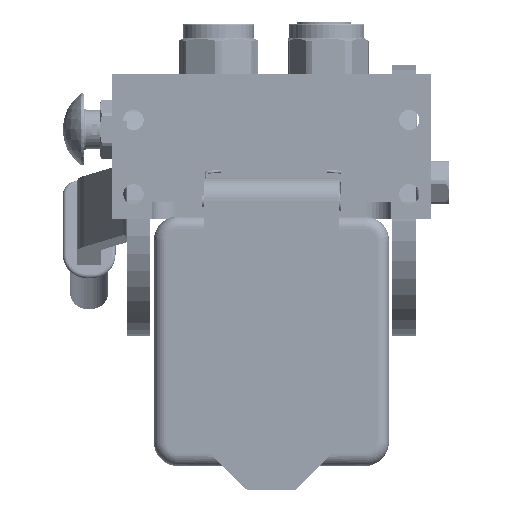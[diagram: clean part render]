
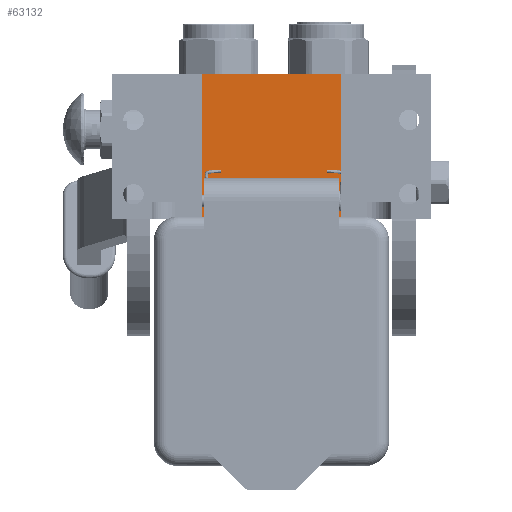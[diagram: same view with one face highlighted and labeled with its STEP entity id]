
A CAD part, left-side view. The second image highlights one B-rep face of the part: STEP entity #63132.
In plain terms, the highlighted face is planar.
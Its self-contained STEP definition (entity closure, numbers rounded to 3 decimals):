
#3280 = PLANE ( 'NONE',  #17640 ) ;
#5757 = DIRECTION ( 'NONE',  ( -1., 0., 0. ) ) ;
#7500 = VERTEX_POINT ( 'NONE', #122286 ) ;
#10972 = LINE ( 'NONE', #54548, #43001 ) ;
#14574 = VECTOR ( 'NONE', #56793, 1000. ) ;
#15221 = ORIENTED_EDGE ( 'NONE', *, *, #87243, .T. ) ;
#17073 = FACE_OUTER_BOUND ( 'NONE', #68322, .T. ) ;
#17640 = AXIS2_PLACEMENT_3D ( 'NONE', #82590, #83562, #5757 ) ;
#35022 = DIRECTION ( 'NONE',  ( -1., 0., 0. ) ) ;
#38236 = ORIENTED_EDGE ( 'NONE', *, *, #113843, .F. ) ;
#41470 = EDGE_CURVE ( 'NONE', #54156, #118080, #113760, .T. ) ;
#43001 = VECTOR ( 'NONE', #145203, 1000. ) ;
#43929 = VECTOR ( 'NONE', #73095, 1000. ) ;
#50795 = CARTESIAN_POINT ( 'NONE',  ( -29., 0., -107.5 ) ) ;
#54156 = VERTEX_POINT ( 'NONE', #114112 ) ;
#54548 = CARTESIAN_POINT ( 'NONE',  ( 29., 60.2, -107.5 ) ) ;
#56793 = DIRECTION ( 'NONE',  ( 0., 1., 0. ) ) ;
#59260 = VERTEX_POINT ( 'NONE', #117517 ) ;
#63132 = ADVANCED_FACE ( 'NONE', ( #17073 ), #3280, .T. ) ;
#64220 = VECTOR ( 'NONE', #35022, 1000. ) ;
#68322 = EDGE_LOOP ( 'NONE', ( #15221, #81514, #38236, #72313 ) ) ;
#68783 = CARTESIAN_POINT ( 'NONE',  ( 29., 0., -107.5 ) ) ;
#72313 = ORIENTED_EDGE ( 'NONE', *, *, #41470, .T. ) ;
#73095 = DIRECTION ( 'NONE',  ( 0., 1., 0. ) ) ;
#78571 = EDGE_CURVE ( 'NONE', #59260, #7500, #10972, .T. ) ;
#81514 = ORIENTED_EDGE ( 'NONE', *, *, #78571, .F. ) ;
#82590 = CARTESIAN_POINT ( 'NONE',  ( 29., 0., -107.5 ) ) ;
#83562 = DIRECTION ( 'NONE',  ( 0., 0., -1. ) ) ;
#87243 = EDGE_CURVE ( 'NONE', #118080, #7500, #89954, .T. ) ;
#89954 = LINE ( 'NONE', #50795, #43929 ) ;
#111777 = CARTESIAN_POINT ( 'NONE',  ( 29., 0., -107.5 ) ) ;
#113760 = LINE ( 'NONE', #68783, #64220 ) ;
#113843 = EDGE_CURVE ( 'NONE', #54156, #59260, #120954, .T. ) ;
#114112 = CARTESIAN_POINT ( 'NONE',  ( 29., 0., -107.5 ) ) ;
#117517 = CARTESIAN_POINT ( 'NONE',  ( 29., 60.2, -107.5 ) ) ;
#118080 = VERTEX_POINT ( 'NONE', #128017 ) ;
#120954 = LINE ( 'NONE', #111777, #14574 ) ;
#122286 = CARTESIAN_POINT ( 'NONE',  ( -29., 60.2, -107.5 ) ) ;
#128017 = CARTESIAN_POINT ( 'NONE',  ( -29., 0., -107.5 ) ) ;
#145203 = DIRECTION ( 'NONE',  ( -1., 0., 0. ) ) ;
